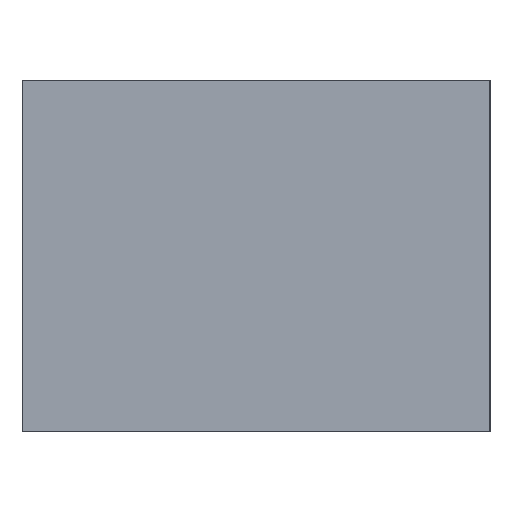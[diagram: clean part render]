
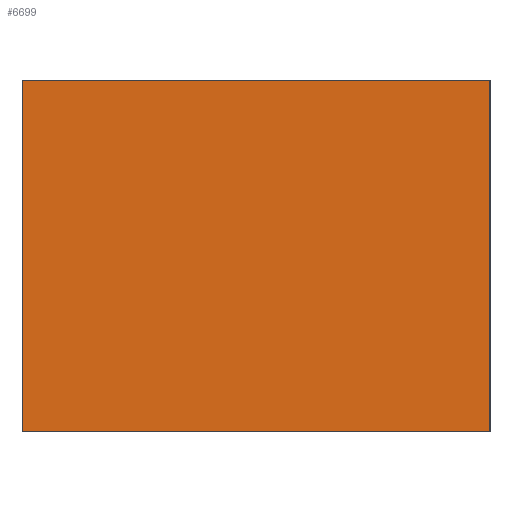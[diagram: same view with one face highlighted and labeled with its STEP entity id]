
A CAD part, left-side view. The second image highlights one B-rep face of the part: STEP entity #6699.
In plain terms, the highlighted planar face has unit normal (-1, 0, 0).
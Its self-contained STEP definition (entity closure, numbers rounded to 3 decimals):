
#64=PLANE('',#7153);
#518=FACE_OUTER_BOUND('',#920,.T.);
#920=EDGE_LOOP('',(#5922,#5923,#5924,#5925));
#1839=LINE('',#20597,#2222);
#1875=LINE('',#28041,#2258);
#1880=LINE('',#28050,#2263);
#1885=LINE('',#28058,#2268);
#2222=VECTOR('',#8225,10.);
#2258=VECTOR('',#8397,10.);
#2263=VECTOR('',#8406,10.);
#2268=VECTOR('',#8413,10.);
#2850=VERTEX_POINT('',#20594);
#2851=VERTEX_POINT('',#20596);
#2894=VERTEX_POINT('',#28038);
#2895=VERTEX_POINT('',#28040);
#3799=EDGE_CURVE('',#2851,#2850,#1839,.T.);
#3905=EDGE_CURVE('',#2895,#2894,#1875,.T.);
#3910=EDGE_CURVE('',#2894,#2851,#1880,.T.);
#3915=EDGE_CURVE('',#2850,#2895,#1885,.T.);
#5922=ORIENTED_EDGE('',*,*,#3905,.T.);
#5923=ORIENTED_EDGE('',*,*,#3910,.T.);
#5924=ORIENTED_EDGE('',*,*,#3799,.T.);
#5925=ORIENTED_EDGE('',*,*,#3915,.T.);
#6699=ADVANCED_FACE('',(#518),#64,.T.);
#7153=AXIS2_PLACEMENT_3D('',#28059,#8414,#8415);
#8225=DIRECTION('',(0.,0.,1.));
#8397=DIRECTION('',(0.,0.,-1.));
#8406=DIRECTION('',(0.,-1.,0.));
#8413=DIRECTION('',(0.,1.,0.));
#8414=DIRECTION('center_axis',(-1.,0.,0.));
#8415=DIRECTION('ref_axis',(0.,0.,1.));
#20594=CARTESIAN_POINT('',(-75.,-20.,15.));
#20596=CARTESIAN_POINT('',(-75.,-20.,-15.));
#20597=CARTESIAN_POINT('',(-75.,-20.,-15.));
#28038=CARTESIAN_POINT('',(-75.,20.,-15.));
#28040=CARTESIAN_POINT('',(-75.,20.,15.));
#28041=CARTESIAN_POINT('',(-75.,20.,15.));
#28050=CARTESIAN_POINT('',(-75.,20.,-15.));
#28058=CARTESIAN_POINT('',(-75.,-20.,15.));
#28059=CARTESIAN_POINT('Origin',(-75.,0.,0.));
